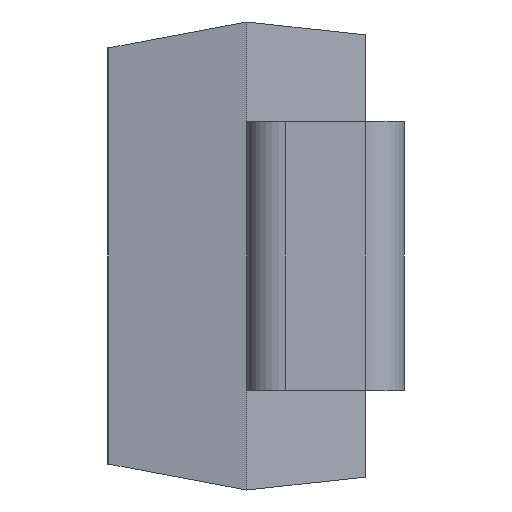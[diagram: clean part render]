
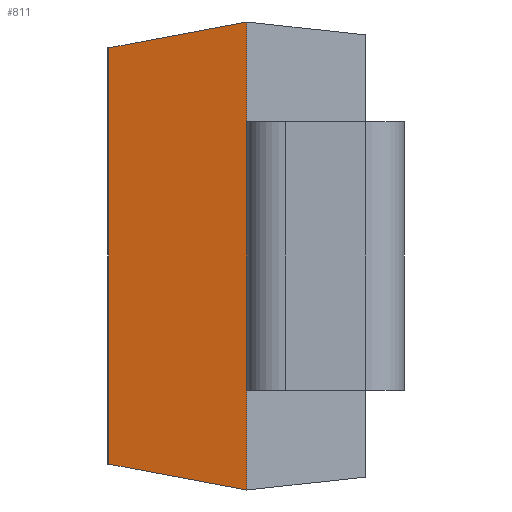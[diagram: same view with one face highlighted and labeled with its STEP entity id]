
A CAD part, left-side view. The second image highlights one B-rep face of the part: STEP entity #811.
In plain terms, the highlighted planar face has unit normal (-0.983, 0.185, 0).
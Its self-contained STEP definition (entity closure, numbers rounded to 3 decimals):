
#47=FACE_OUTER_BOUND('',#96,.T.);
#96=EDGE_LOOP('',(#541,#542,#543,#544));
#145=LINE('',#1177,#245);
#149=LINE('',#1186,#249);
#150=LINE('',#1187,#250);
#151=LINE('',#1188,#251);
#245=VECTOR('',#945,10.);
#249=VECTOR('',#951,10.);
#250=VECTOR('',#952,10.);
#251=VECTOR('',#953,10.);
#345=VERTEX_POINT('',#1175);
#346=VERTEX_POINT('',#1176);
#349=VERTEX_POINT('',#1184);
#350=VERTEX_POINT('',#1185);
#421=EDGE_CURVE('',#345,#346,#145,.T.);
#425=EDGE_CURVE('',#349,#350,#149,.T.);
#426=EDGE_CURVE('',#349,#345,#150,.T.);
#427=EDGE_CURVE('',#350,#346,#151,.T.);
#541=ORIENTED_EDGE('',*,*,#425,.F.);
#542=ORIENTED_EDGE('',*,*,#426,.T.);
#543=ORIENTED_EDGE('',*,*,#421,.T.);
#544=ORIENTED_EDGE('',*,*,#427,.F.);
#770=PLANE('',#877);
#811=ADVANCED_FACE('',(#47),#770,.F.);
#877=AXIS2_PLACEMENT_3D('',#1183,#949,#950);
#945=DIRECTION('',(0.,0.,-1.));
#949=DIRECTION('center_axis',(0.983,-0.185,0.));
#950=DIRECTION('ref_axis',(0.,0.,-1.));
#951=DIRECTION('',(0.,0.,-1.));
#952=DIRECTION('',(0.182,0.966,-0.182));
#953=DIRECTION('',(0.182,0.966,0.182));
#1175=CARTESIAN_POINT('',(-1.958,2.285,1.61));
#1176=CARTESIAN_POINT('',(-1.958,2.285,-1.61));
#1177=CARTESIAN_POINT('',(-1.958,2.285,-1.61));
#1183=CARTESIAN_POINT('Origin',(-2.158,1.22,1.81));
#1184=CARTESIAN_POINT('',(-2.158,1.22,1.81));
#1185=CARTESIAN_POINT('',(-2.158,1.22,-1.81));
#1186=CARTESIAN_POINT('',(-2.158,1.22,1.81));
#1187=CARTESIAN_POINT('',(-2.158,1.22,1.81));
#1188=CARTESIAN_POINT('',(-2.158,1.22,-1.81));
